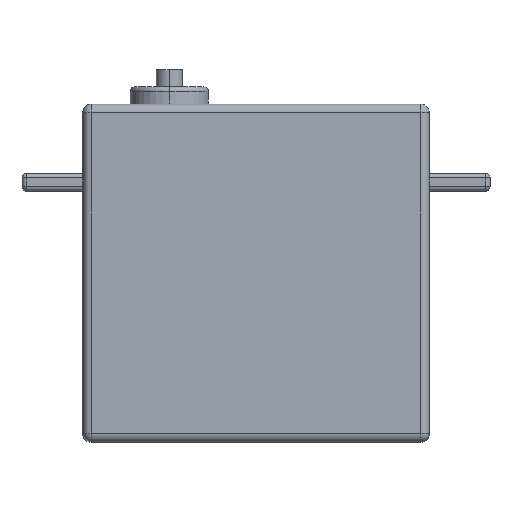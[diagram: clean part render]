
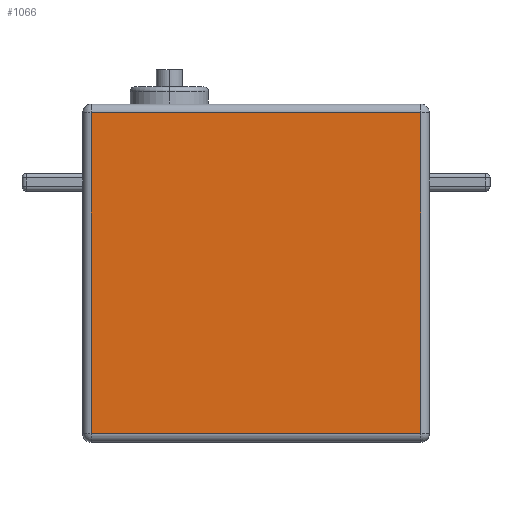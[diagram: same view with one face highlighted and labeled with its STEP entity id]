
A CAD part, top view. The second image highlights one B-rep face of the part: STEP entity #1066.
In plain terms, the highlighted planar face has unit normal (0, 0, 1).
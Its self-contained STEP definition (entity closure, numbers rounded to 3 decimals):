
#23 = EDGE_LOOP ( 'NONE', ( #1340, #2106, #1363, #703 ) ) ;
#68 = EDGE_CURVE ( 'NONE', #1575, #865, #1766, .T. ) ;
#139 = CARTESIAN_POINT ( 'NONE',  ( -40.679, -9.953, 20. ) ) ;
#222 = LINE ( 'NONE', #1789, #1658 ) ;
#288 = EDGE_CURVE ( 'NONE', #626, #1575, #2269, .T. ) ;
#509 = DIRECTION ( 'NONE',  ( 1., 0., 0. ) ) ;
#516 = CARTESIAN_POINT ( 'NONE',  ( -40.679, -8.953, 20. ) ) ;
#525 = AXIS2_PLACEMENT_3D ( 'NONE', #1767, #1236, #2133 ) ;
#532 = PLANE ( 'NONE',  #525 ) ;
#552 = DIRECTION ( 'NONE',  ( 0., 1., 0. ) ) ;
#626 = VERTEX_POINT ( 'NONE', #516 ) ;
#647 = CARTESIAN_POINT ( 'NONE',  ( -2.679, -8.953, 20. ) ) ;
#689 = VECTOR ( 'NONE', #552, 1000. ) ;
#703 = ORIENTED_EDGE ( 'NONE', *, *, #1343, .T. ) ;
#830 = CARTESIAN_POINT ( 'NONE',  ( -2.679, 28.047, 20. ) ) ;
#865 = VERTEX_POINT ( 'NONE', #830 ) ;
#947 = VECTOR ( 'NONE', #509, 1000. ) ;
#986 = VERTEX_POINT ( 'NONE', #1318 ) ;
#1066 = ADVANCED_FACE ( 'NONE', ( #1403 ), #532, .T. ) ;
#1094 = EDGE_CURVE ( 'NONE', #986, #626, #1224, .T. ) ;
#1108 = DIRECTION ( 'NONE',  ( -1., 0., 0. ) ) ;
#1206 = DIRECTION ( 'NONE',  ( 0., -1., 0. ) ) ;
#1224 = LINE ( 'NONE', #139, #1225 ) ;
#1225 = VECTOR ( 'NONE', #1206, 1000. ) ;
#1236 = DIRECTION ( 'NONE',  ( 0., 0., 1. ) ) ;
#1318 = CARTESIAN_POINT ( 'NONE',  ( -40.679, 28.047, 20. ) ) ;
#1340 = ORIENTED_EDGE ( 'NONE', *, *, #1094, .T. ) ;
#1343 = EDGE_CURVE ( 'NONE', #865, #986, #222, .T. ) ;
#1363 = ORIENTED_EDGE ( 'NONE', *, *, #68, .T. ) ;
#1403 = FACE_OUTER_BOUND ( 'NONE', #23, .T. ) ;
#1575 = VERTEX_POINT ( 'NONE', #647 ) ;
#1658 = VECTOR ( 'NONE', #1108, 1000. ) ;
#1766 = LINE ( 'NONE', #1787, #689 ) ;
#1767 = CARTESIAN_POINT ( 'NONE',  ( 0., 0., 20. ) ) ;
#1787 = CARTESIAN_POINT ( 'NONE',  ( -2.679, 0., 20. ) ) ;
#1789 = CARTESIAN_POINT ( 'NONE',  ( 0., 28.047, 20. ) ) ;
#2094 = CARTESIAN_POINT ( 'NONE',  ( -1.679, -8.953, 20. ) ) ;
#2106 = ORIENTED_EDGE ( 'NONE', *, *, #288, .T. ) ;
#2133 = DIRECTION ( 'NONE',  ( 1., 0., 0. ) ) ;
#2269 = LINE ( 'NONE', #2094, #947 ) ;
